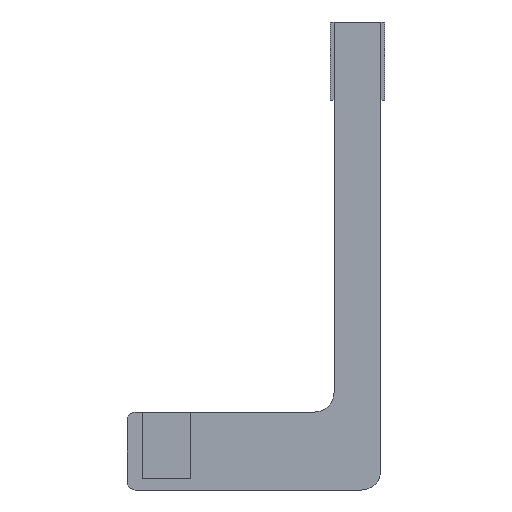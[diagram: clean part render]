
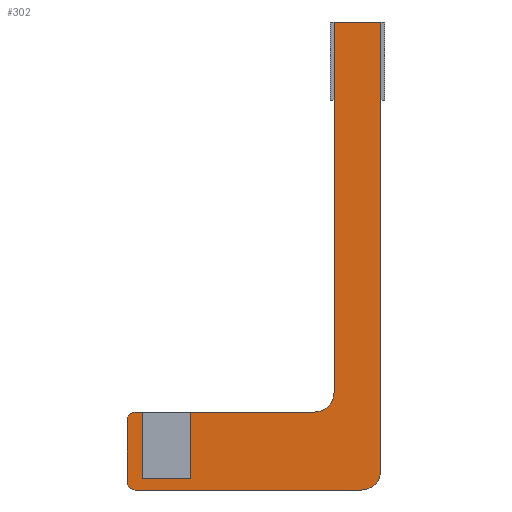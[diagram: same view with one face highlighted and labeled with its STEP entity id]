
A CAD part, front view. The second image highlights one B-rep face of the part: STEP entity #302.
In plain terms, the highlighted planar face has unit normal (0, -1, 0).
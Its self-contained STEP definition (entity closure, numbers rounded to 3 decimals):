
#32 = VERTEX_POINT('',#33);
#33 = CARTESIAN_POINT('',(-51.,-5.8,-80.));
#39 = EDGE_CURVE('',#40,#32,#42,.T.);
#40 = VERTEX_POINT('',#41);
#41 = CARTESIAN_POINT('',(-49.2,-5.8,-80.));
#42 = LINE('',#43,#44);
#43 = CARTESIAN_POINT('',(0.,-5.8,-80.));
#44 = VECTOR('',#45,1.);
#45 = DIRECTION('',(-1.,0.,0.));
#144 = VERTEX_POINT('',#145);
#145 = CARTESIAN_POINT('',(-36.8,-5.8,-80.));
#151 = EDGE_CURVE('',#152,#144,#154,.T.);
#152 = VERTEX_POINT('',#153);
#153 = CARTESIAN_POINT('',(-5.,-5.8,-80.));
#154 = LINE('',#155,#156);
#155 = CARTESIAN_POINT('',(0.,-5.8,-80.));
#156 = VECTOR('',#157,1.);
#157 = DIRECTION('',(-1.,0.,0.));
#256 = EDGE_CURVE('',#32,#257,#259,.T.);
#257 = VERTEX_POINT('',#258);
#258 = CARTESIAN_POINT('',(-53.,-5.8,-82.));
#259 = CIRCLE('',#260,2.);
#260 = AXIS2_PLACEMENT_3D('',#261,#262,#263);
#261 = CARTESIAN_POINT('',(-51.,-5.8,-82.));
#262 = DIRECTION('',(0.,-1.,0.));
#263 = DIRECTION('',(0.,0.,1.));
#302 = ADVANCED_FACE('',(#303),#395,.F.);
#303 = FACE_BOUND('',#304,.F.);
#304 = EDGE_LOOP('',(#305,#315,#324,#330,#331,#332,#340,#348,#354,#355,
    #364,#372,#380,#388));
#305 = ORIENTED_EDGE('',*,*,#306,.T.);
#306 = EDGE_CURVE('',#307,#309,#311,.T.);
#307 = VERTEX_POINT('',#308);
#308 = CARTESIAN_POINT('',(7.,-5.8,-100.));
#309 = VERTEX_POINT('',#310);
#310 = CARTESIAN_POINT('',(-51.,-5.8,-100.));
#311 = LINE('',#312,#313);
#312 = CARTESIAN_POINT('',(12.,-5.8,-100.));
#313 = VECTOR('',#314,1.);
#314 = DIRECTION('',(-1.,0.,0.));
#315 = ORIENTED_EDGE('',*,*,#316,.F.);
#316 = EDGE_CURVE('',#317,#309,#319,.T.);
#317 = VERTEX_POINT('',#318);
#318 = CARTESIAN_POINT('',(-53.,-5.8,-98.));
#319 = CIRCLE('',#320,2.);
#320 = AXIS2_PLACEMENT_3D('',#321,#322,#323);
#321 = CARTESIAN_POINT('',(-51.,-5.8,-98.));
#322 = DIRECTION('',(0.,-1.,0.));
#323 = DIRECTION('',(0.,0.,-1.));
#324 = ORIENTED_EDGE('',*,*,#325,.F.);
#325 = EDGE_CURVE('',#257,#317,#326,.T.);
#326 = LINE('',#327,#328);
#327 = CARTESIAN_POINT('',(-53.,-5.8,-80.));
#328 = VECTOR('',#329,1.);
#329 = DIRECTION('',(0.,0.,-1.));
#330 = ORIENTED_EDGE('',*,*,#256,.F.);
#331 = ORIENTED_EDGE('',*,*,#39,.F.);
#332 = ORIENTED_EDGE('',*,*,#333,.T.);
#333 = EDGE_CURVE('',#40,#334,#336,.T.);
#334 = VERTEX_POINT('',#335);
#335 = CARTESIAN_POINT('',(-49.2,-5.8,-97.));
#336 = LINE('',#337,#338);
#337 = CARTESIAN_POINT('',(-49.2,-5.8,-80.));
#338 = VECTOR('',#339,1.);
#339 = DIRECTION('',(-0.,-0.,-1.));
#340 = ORIENTED_EDGE('',*,*,#341,.F.);
#341 = EDGE_CURVE('',#342,#334,#344,.T.);
#342 = VERTEX_POINT('',#343);
#343 = CARTESIAN_POINT('',(-36.8,-5.8,-97.));
#344 = LINE('',#345,#346);
#345 = CARTESIAN_POINT('',(-36.8,-5.8,-97.));
#346 = VECTOR('',#347,1.);
#347 = DIRECTION('',(-1.,0.,0.));
#348 = ORIENTED_EDGE('',*,*,#349,.F.);
#349 = EDGE_CURVE('',#144,#342,#350,.T.);
#350 = LINE('',#351,#352);
#351 = CARTESIAN_POINT('',(-36.8,-5.8,-80.));
#352 = VECTOR('',#353,1.);
#353 = DIRECTION('',(-0.,-0.,-1.));
#354 = ORIENTED_EDGE('',*,*,#151,.F.);
#355 = ORIENTED_EDGE('',*,*,#356,.T.);
#356 = EDGE_CURVE('',#152,#357,#359,.T.);
#357 = VERTEX_POINT('',#358);
#358 = CARTESIAN_POINT('',(0.,-5.8,-75.));
#359 = CIRCLE('',#360,5.);
#360 = AXIS2_PLACEMENT_3D('',#361,#362,#363);
#361 = CARTESIAN_POINT('',(-5.,-5.8,-75.));
#362 = DIRECTION('',(0.,-1.,0.));
#363 = DIRECTION('',(0.,0.,-1.));
#364 = ORIENTED_EDGE('',*,*,#365,.T.);
#365 = EDGE_CURVE('',#357,#366,#368,.T.);
#366 = VERTEX_POINT('',#367);
#367 = CARTESIAN_POINT('',(0.,-5.8,20.));
#368 = LINE('',#369,#370);
#369 = CARTESIAN_POINT('',(0.,-5.8,-80.));
#370 = VECTOR('',#371,1.);
#371 = DIRECTION('',(0.,0.,1.));
#372 = ORIENTED_EDGE('',*,*,#373,.T.);
#373 = EDGE_CURVE('',#366,#374,#376,.T.);
#374 = VERTEX_POINT('',#375);
#375 = CARTESIAN_POINT('',(12.,-5.8,20.));
#376 = LINE('',#377,#378);
#377 = CARTESIAN_POINT('',(0.,-5.8,20.));
#378 = VECTOR('',#379,1.);
#379 = DIRECTION('',(1.,0.,0.));
#380 = ORIENTED_EDGE('',*,*,#381,.T.);
#381 = EDGE_CURVE('',#374,#382,#384,.T.);
#382 = VERTEX_POINT('',#383);
#383 = CARTESIAN_POINT('',(12.,-5.8,-95.));
#384 = LINE('',#385,#386);
#385 = CARTESIAN_POINT('',(12.,-5.8,20.));
#386 = VECTOR('',#387,1.);
#387 = DIRECTION('',(0.,0.,-1.));
#388 = ORIENTED_EDGE('',*,*,#389,.F.);
#389 = EDGE_CURVE('',#307,#382,#390,.T.);
#390 = CIRCLE('',#391,5.);
#391 = AXIS2_PLACEMENT_3D('',#392,#393,#394);
#392 = CARTESIAN_POINT('',(7.,-5.8,-95.));
#393 = DIRECTION('',(0.,-1.,0.));
#394 = DIRECTION('',(0.,0.,-1.));
#395 = PLANE('',#396);
#396 = AXIS2_PLACEMENT_3D('',#397,#398,#399);
#397 = CARTESIAN_POINT('',(-6.176,-5.8,-54.324));
#398 = DIRECTION('',(0.,1.,0.));
#399 = DIRECTION('',(0.,0.,1.));
